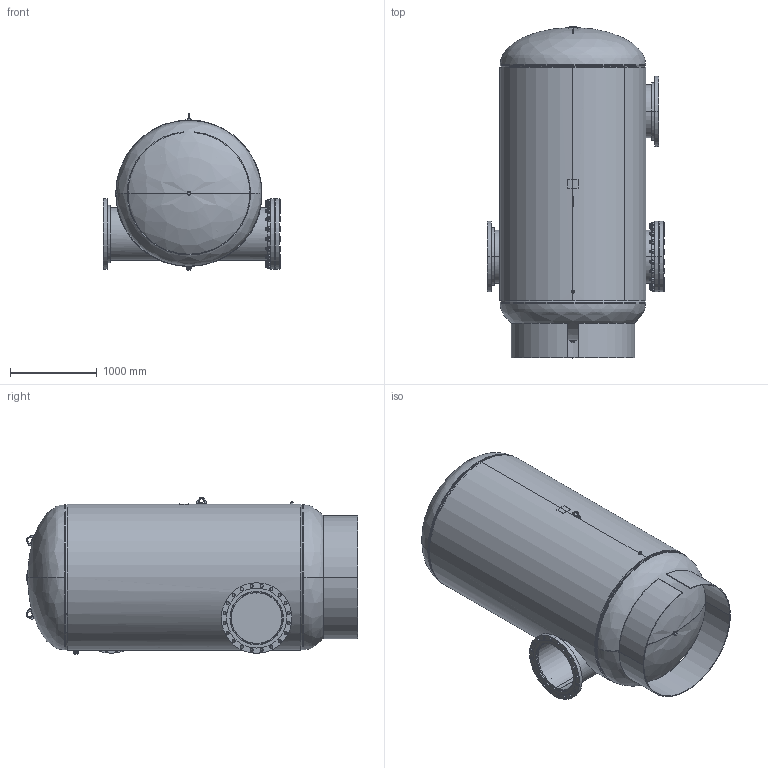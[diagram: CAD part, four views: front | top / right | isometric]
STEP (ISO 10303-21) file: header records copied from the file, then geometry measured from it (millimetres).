
FILE_DESCRIPTION (( 'STEP AP203' ), '1' );
FILE_NAME ('SPA-24-S.STEP', '2021-03-17T14:42:07', ( '' ), ( '' ), 'SwSTEP 2.0', 'SolidWorks 2021', '' );
FILE_SCHEMA (( 'CONFIG_CONTROL_DESIGN' ));
Length unit declared in the file: inch
Products named in the file (25): 72J0718; 9600840_66" VERT; 9201169; 9500050; SPA-24-S; 72P0717_32; heavy hex bolt_ai_HHBOLT 1.2500-7x6x6-N; heavy hex nut_ai_HHNUT 1.2500-7-D-N; SORF FLANGES ASME B16.5_24 150# SA-105; 9301200_32; 9500080; PLUGS_9500150; Couplings_9500558; 9400361; 9100240_.5; PLUGS_9500170; 72A0715; 72A0716; PLUGS_9500140; 72Q0720; Garlock F.F. Gaskets 150# .0625 tk_9471024; Couplings_9500564; 9400542; 05124001
Assembly tree (66 placements, depth 3):
  SPA-24-S
    05124001
    9201169
    9201169
    Couplings_9500558
    9500050
    Couplings_9500564
    9500080
    PLUGS_9500140
    PLUGS_9500150
    PLUGS_9500170
    72A0715
      9301200_32
      SORF FLANGES ASME B16.5_24 150# SA-105
    72A0716  x2
      SORF FLANGES ASME B16.5_24 150# SA-105
      72P0717_32
    9400361
    Garlock F.F. Gaskets 150# .0625 tk_9471024
    heavy hex bolt_ai_HHBOLT 1.2500-7x6x6-N  x20
    heavy hex nut_ai_HHNUT 1.2500-7-D-N  x20
    72J0718
    9100240_.5
    9400542  x3
    72Q0720
    9600840_66" VERT
Bounding box: 2052.66 x 3827.19 x 1809.76 mm (x, y, z)
Volume: 332236244.8 mm3; surface area: 62420477.5 mm2
Topology: 65 solids, 65 shells, 1578 faces, 3564 edges, 2144 vertices
Faces by surface type: cylinder 518, cone 508, plane 452, torus 76, bspline 24
Full cylindrical faces by diameter (mm): 585.787 x1, 588.962 x1
Entity records: 28700 total; most frequent: CARTESIAN_POINT 13619, DIRECTION 2566, ORIENTED_EDGE 2168, AXIS2_PLACEMENT_3D 1088, EDGE_CURVE 1084, VERTEX_POINT 682, EDGE_LOOP 610, CIRCLE 590
